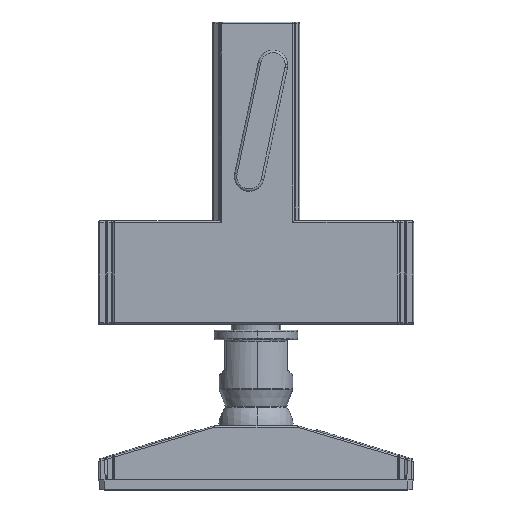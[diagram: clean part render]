
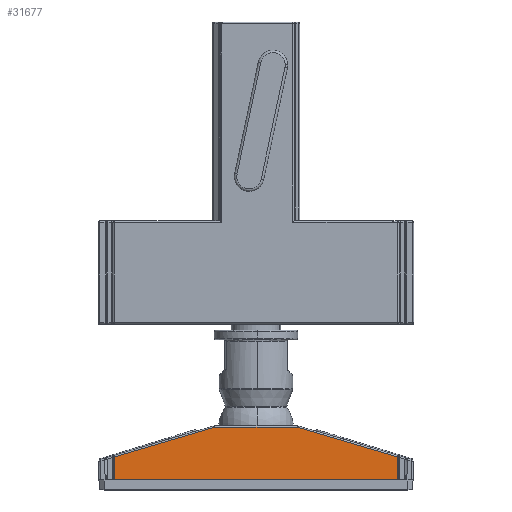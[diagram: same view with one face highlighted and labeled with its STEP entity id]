
A CAD part, top view. The second image highlights one B-rep face of the part: STEP entity #31677.
In plain terms, the highlighted planar face has unit normal (0, 0.009, 1).
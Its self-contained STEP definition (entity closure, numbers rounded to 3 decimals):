
#761 = LINE ( 'NONE', #11960, #57987 ) ;
#1712 = DIRECTION ( 'NONE',  ( -0.959, 0.284, -0.002 ) ) ;
#1894 = DIRECTION ( 'NONE',  ( 0., -1., 0.009 ) ) ;
#3895 = ORIENTED_EDGE ( 'NONE', *, *, #43051, .T. ) ;
#4282 = VERTEX_POINT ( 'NONE', #67985 ) ;
#6101 = VERTEX_POINT ( 'NONE', #45356 ) ;
#6617 = CARTESIAN_POINT ( 'NONE',  ( -28.8, 0., 11. ) ) ;
#7208 = VERTEX_POINT ( 'NONE', #33505 ) ;
#7332 = ORIENTED_EDGE ( 'NONE', *, *, #16820, .T. ) ;
#7850 = CARTESIAN_POINT ( 'NONE',  ( -29., 0., 11. ) ) ;
#8271 = CARTESIAN_POINT ( 'NONE',  ( 8.554, 10.674, 10.907 ) ) ;
#8340 = VECTOR ( 'NONE', #20200, 1000. ) ;
#9063 = EDGE_CURVE ( 'NONE', #45933, #7208, #16172, .T. ) ;
#9193 = CARTESIAN_POINT ( 'NONE',  ( 28.759, 4.689, 10.959 ) ) ;
#11523 = ORIENTED_EDGE ( 'NONE', *, *, #58355, .T. ) ;
#11960 = CARTESIAN_POINT ( 'NONE',  ( -29., 10.703, 10.907 ) ) ;
#13260 = LINE ( 'NONE', #42789, #21862 ) ;
#16172 = LINE ( 'NONE', #72246, #68933 ) ;
#16820 = EDGE_CURVE ( 'NONE', #22231, #56638, #24849, .T. ) ;
#17599 = VERTEX_POINT ( 'NONE', #55608 ) ;
#17979 = CARTESIAN_POINT ( 'NONE',  ( -8.554, 10.674, 10.907 ) ) ;
#18214 = CARTESIAN_POINT ( 'NONE',  ( -28.8, -0.002, 11. ) ) ;
#20200 = DIRECTION ( 'NONE',  ( -0.959, -0.284, 0.002 ) ) ;
#21862 = VECTOR ( 'NONE', #65598, 1000. ) ;
#22231 = VERTEX_POINT ( 'NONE', #9193 ) ;
#23263 = ORIENTED_EDGE ( 'NONE', *, *, #61654, .T. ) ;
#23715 = CARTESIAN_POINT ( 'NONE',  ( 8.554, 10.674, 10.907 ) ) ;
#24667 = ORIENTED_EDGE ( 'NONE', *, *, #39192, .T. ) ;
#24849 = LINE ( 'NONE', #31565, #39600 ) ;
#24883 = DIRECTION ( 'NONE',  ( -0.009, -1., 0.009 ) ) ;
#29761 = LINE ( 'NONE', #18214, #48571 ) ;
#30645 = DIRECTION ( 'NONE',  ( 0., 0.009, 1. ) ) ;
#30933 = ORIENTED_EDGE ( 'NONE', *, *, #9063, .T. ) ;
#31069 = CARTESIAN_POINT ( 'NONE',  ( 8.422, 10.703, 10.907 ) ) ;
#31565 = CARTESIAN_POINT ( 'NONE',  ( -23.064, 20.039, 10.825 ) ) ;
#31677 = ADVANCED_FACE ( 'NONE', ( #69160 ), #53074, .T. ) ;
#33324 = DIRECTION ( 'NONE',  ( 1., 0., 0. ) ) ;
#33505 = CARTESIAN_POINT ( 'NONE',  ( 28.8, 0., 11. ) ) ;
#37183 = EDGE_CURVE ( 'NONE', #7208, #22231, #13260, .T. ) ;
#37927 = EDGE_CURVE ( 'NONE', #6101, #4282, #73424, .T. ) ;
#39192 = EDGE_CURVE ( 'NONE', #4282, #70804, #61643, .T. ) ;
#39600 = VECTOR ( 'NONE', #1712, 1000. ) ;
#40239 =( BOUNDED_CURVE ( )  B_SPLINE_CURVE ( 3, ( #8271, #43041, #31069, #53863 ),
 .UNSPECIFIED., .F., .F. ) 
 B_SPLINE_CURVE_WITH_KNOTS ( ( 4, 4 ),
 ( 2.854, 3.142 ),
 .UNSPECIFIED. ) 
 CURVE ( )  GEOMETRIC_REPRESENTATION_ITEM ( )  RATIONAL_B_SPLINE_CURVE ( ( 1., 0.993, 0.993, 1. ) ) 
 REPRESENTATION_ITEM ( '' )  );
#40425 = ORIENTED_EDGE ( 'NONE', *, *, #37183, .T. ) ;
#42250 = CARTESIAN_POINT ( 'NONE',  ( -8.489, 10.693, 10.907 ) ) ;
#42789 = CARTESIAN_POINT ( 'NONE',  ( 28.796, 0.504, 10.996 ) ) ;
#43041 = CARTESIAN_POINT ( 'NONE',  ( 8.489, 10.693, 10.907 ) ) ;
#43051 = EDGE_CURVE ( 'NONE', #56638, #17599, #40239, .T. ) ;
#43967 = ORIENTED_EDGE ( 'NONE', *, *, #37927, .T. ) ;
#45356 = CARTESIAN_POINT ( 'NONE',  ( -8.355, 10.703, 10.907 ) ) ;
#45933 = VERTEX_POINT ( 'NONE', #6617 ) ;
#47482 = CARTESIAN_POINT ( 'NONE',  ( -8.355, 10.703, 10.907 ) ) ;
#48571 = VECTOR ( 'NONE', #24883, 1000. ) ;
#51239 = AXIS2_PLACEMENT_3D ( 'NONE', #7850, #30645, #1894 ) ;
#51949 = DIRECTION ( 'NONE',  ( -1., 0., 0. ) ) ;
#53074 = PLANE ( 'NONE',  #51239 ) ;
#53863 = CARTESIAN_POINT ( 'NONE',  ( 8.355, 10.703, 10.907 ) ) ;
#54560 = CARTESIAN_POINT ( 'NONE',  ( -30.257, 4.245, 10.963 ) ) ;
#55608 = CARTESIAN_POINT ( 'NONE',  ( 8.355, 10.703, 10.907 ) ) ;
#56638 = VERTEX_POINT ( 'NONE', #23715 ) ;
#57987 = VECTOR ( 'NONE', #51949, 1000. ) ;
#58355 = EDGE_CURVE ( 'NONE', #17599, #6101, #761, .T. ) ;
#59053 = CARTESIAN_POINT ( 'NONE',  ( -8.422, 10.703, 10.907 ) ) ;
#61643 = LINE ( 'NONE', #54560, #8340 ) ;
#61654 = EDGE_CURVE ( 'NONE', #70804, #45933, #29761, .T. ) ;
#65598 = DIRECTION ( 'NONE',  ( -0.009, 1., -0.009 ) ) ;
#67985 = CARTESIAN_POINT ( 'NONE',  ( -8.554, 10.674, 10.907 ) ) ;
#68933 = VECTOR ( 'NONE', #33324, 1000. ) ;
#69160 = FACE_OUTER_BOUND ( 'NONE', #69441, .T. ) ;
#69441 = EDGE_LOOP ( 'NONE', ( #40425, #7332, #3895, #11523, #43967, #24667, #23263, #30933 ) ) ;
#70804 = VERTEX_POINT ( 'NONE', #71106 ) ;
#71106 = CARTESIAN_POINT ( 'NONE',  ( -28.759, 4.689, 10.959 ) ) ;
#72246 = CARTESIAN_POINT ( 'NONE',  ( -29., 0., 11. ) ) ;
#73424 =( BOUNDED_CURVE ( )  B_SPLINE_CURVE ( 3, ( #47482, #59053, #42250, #17979 ),
 .UNSPECIFIED., .F., .F. ) 
 B_SPLINE_CURVE_WITH_KNOTS ( ( 4, 4 ),
 ( 3.142, 3.43 ),
 .UNSPECIFIED. ) 
 CURVE ( )  GEOMETRIC_REPRESENTATION_ITEM ( )  RATIONAL_B_SPLINE_CURVE ( ( 1., 0.993, 0.993, 1. ) ) 
 REPRESENTATION_ITEM ( '' )  );
